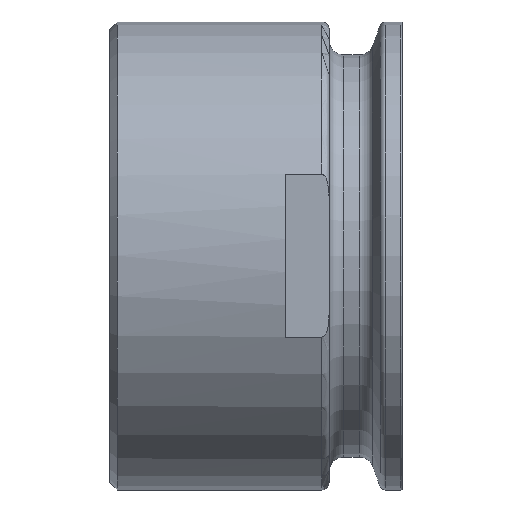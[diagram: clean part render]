
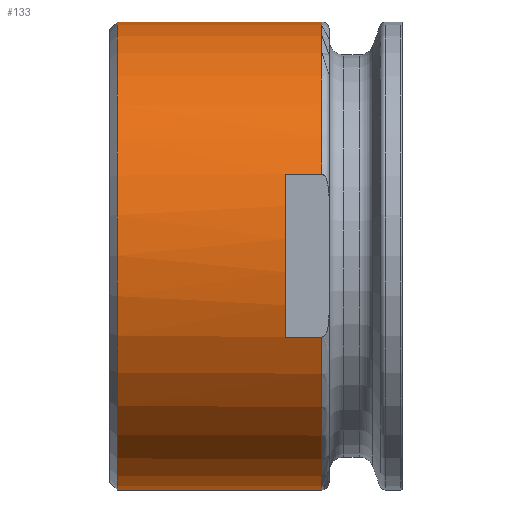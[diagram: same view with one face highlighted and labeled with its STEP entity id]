
A CAD part, top view. The second image highlights one B-rep face of the part: STEP entity #133.
In plain terms, the highlighted cylindrical face has radius 32 mm (diameter 64 mm), a partial arc.
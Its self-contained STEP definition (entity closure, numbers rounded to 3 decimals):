
#21 = VERTEX_POINT ( 'NONE', #897 ) ;
#63 = DIRECTION ( 'NONE',  ( -1., 0., 0. ) ) ;
#85 = ORIENTED_EDGE ( 'NONE', *, *, #1224, .T. ) ;
#98 = DIRECTION ( 'NONE',  ( 1., 0., 0. ) ) ;
#133 = ADVANCED_FACE ( 'NONE', ( #806 ), #766, .T. ) ;
#162 = DIRECTION ( 'NONE',  ( 1., 0., 0. ) ) ;
#228 = CARTESIAN_POINT ( 'NONE',  ( -16., 11.136, 30. ) ) ;
#239 = VECTOR ( 'NONE', #799, 1000. ) ;
#250 = CIRCLE ( 'NONE', #276, 32. ) ;
#260 = CARTESIAN_POINT ( 'NONE',  ( -39., 0., 0. ) ) ;
#266 = CARTESIAN_POINT ( 'NONE',  ( -11., 0., 0. ) ) ;
#276 = AXIS2_PLACEMENT_3D ( 'NONE', #326, #474, #743 ) ;
#279 = EDGE_CURVE ( 'NONE', #1494, #775, #1261, .T. ) ;
#283 = ORIENTED_EDGE ( 'NONE', *, *, #803, .T. ) ;
#309 = AXIS2_PLACEMENT_3D ( 'NONE', #857, #455, #1534 ) ;
#326 = CARTESIAN_POINT ( 'NONE',  ( -16., 0., 0. ) ) ;
#328 = VECTOR ( 'NONE', #162, 1000. ) ;
#364 = LINE ( 'NONE', #960, #1229 ) ;
#370 = ORIENTED_EDGE ( 'NONE', *, *, #279, .T. ) ;
#436 = DIRECTION ( 'NONE',  ( 1., 0., 0. ) ) ;
#443 = ORIENTED_EDGE ( 'NONE', *, *, #680, .T. ) ;
#455 = DIRECTION ( 'NONE',  ( -1., 0., 0. ) ) ;
#474 = DIRECTION ( 'NONE',  ( -1., 0., 0. ) ) ;
#500 = EDGE_CURVE ( 'NONE', #1358, #1279, #1526, .T. ) ;
#509 = DIRECTION ( 'NONE',  ( 1., 0., 0. ) ) ;
#512 = AXIS2_PLACEMENT_3D ( 'NONE', #266, #63, #1051 ) ;
#621 = AXIS2_PLACEMENT_3D ( 'NONE', #260, #1571, #742 ) ;
#632 = CARTESIAN_POINT ( 'NONE',  ( -11., -11.136, 30. ) ) ;
#680 = EDGE_CURVE ( 'NONE', #931, #1358, #784, .T. ) ;
#689 = ORIENTED_EDGE ( 'NONE', *, *, #825, .F. ) ;
#734 = CARTESIAN_POINT ( 'NONE',  ( -11., -32., 0. ) ) ;
#742 = DIRECTION ( 'NONE',  ( 0., -1., 0. ) ) ;
#743 = DIRECTION ( 'NONE',  ( 0., 0., -1. ) ) ;
#759 = ORIENTED_EDGE ( 'NONE', *, *, #1478, .F. ) ;
#766 = CYLINDRICAL_SURFACE ( 'NONE', #1036, 32. ) ;
#767 = EDGE_LOOP ( 'NONE', ( #443, #1345, #283, #689, #85, #759, #370, #1498 ) ) ;
#773 = CARTESIAN_POINT ( 'NONE',  ( -39., -32., 0. ) ) ;
#775 = VERTEX_POINT ( 'NONE', #1147 ) ;
#784 = CIRCLE ( 'NONE', #621, 32. ) ;
#799 = DIRECTION ( 'NONE',  ( -1., 0., 0. ) ) ;
#803 = EDGE_CURVE ( 'NONE', #1279, #1042, #1199, .T. ) ;
#806 = FACE_OUTER_BOUND ( 'NONE', #767, .T. ) ;
#808 = LINE ( 'NONE', #819, #328 ) ;
#819 = CARTESIAN_POINT ( 'NONE',  ( 0., 32., 0. ) ) ;
#825 = EDGE_CURVE ( 'NONE', #21, #1042, #364, .T. ) ;
#857 = CARTESIAN_POINT ( 'NONE',  ( -11., 0., 0. ) ) ;
#897 = CARTESIAN_POINT ( 'NONE',  ( -16., -11.136, 30. ) ) ;
#917 = CARTESIAN_POINT ( 'NONE',  ( 0., 11.136, 30. ) ) ;
#931 = VERTEX_POINT ( 'NONE', #1444 ) ;
#960 = CARTESIAN_POINT ( 'NONE',  ( 0., -11.136, 30. ) ) ;
#1036 = AXIS2_PLACEMENT_3D ( 'NONE', #1238, #509, #1282 ) ;
#1042 = VERTEX_POINT ( 'NONE', #632 ) ;
#1051 = DIRECTION ( 'NONE',  ( 0., 1., 0. ) ) ;
#1147 = CARTESIAN_POINT ( 'NONE',  ( -11., 32., 0. ) ) ;
#1199 = CIRCLE ( 'NONE', #512, 32. ) ;
#1205 = EDGE_CURVE ( 'NONE', #931, #775, #808, .T. ) ;
#1224 = EDGE_CURVE ( 'NONE', #21, #1291, #250, .T. ) ;
#1229 = VECTOR ( 'NONE', #436, 1000. ) ;
#1238 = CARTESIAN_POINT ( 'NONE',  ( 0., 0., 0. ) ) ;
#1261 = CIRCLE ( 'NONE', #309, 32. ) ;
#1279 = VERTEX_POINT ( 'NONE', #734 ) ;
#1282 = DIRECTION ( 'NONE',  ( 0., 1., 0. ) ) ;
#1291 = VERTEX_POINT ( 'NONE', #228 ) ;
#1325 = CARTESIAN_POINT ( 'NONE',  ( 0., -32., 0. ) ) ;
#1345 = ORIENTED_EDGE ( 'NONE', *, *, #500, .T. ) ;
#1358 = VERTEX_POINT ( 'NONE', #773 ) ;
#1444 = CARTESIAN_POINT ( 'NONE',  ( -39., 32., 0. ) ) ;
#1478 = EDGE_CURVE ( 'NONE', #1494, #1291, #1504, .T. ) ;
#1494 = VERTEX_POINT ( 'NONE', #1546 ) ;
#1498 = ORIENTED_EDGE ( 'NONE', *, *, #1205, .F. ) ;
#1504 = LINE ( 'NONE', #917, #239 ) ;
#1526 = LINE ( 'NONE', #1325, #1550 ) ;
#1534 = DIRECTION ( 'NONE',  ( 0., 1., 0. ) ) ;
#1546 = CARTESIAN_POINT ( 'NONE',  ( -11., 11.136, 30. ) ) ;
#1550 = VECTOR ( 'NONE', #98, 1000. ) ;
#1571 = DIRECTION ( 'NONE',  ( 1., 0., 0. ) ) ;
